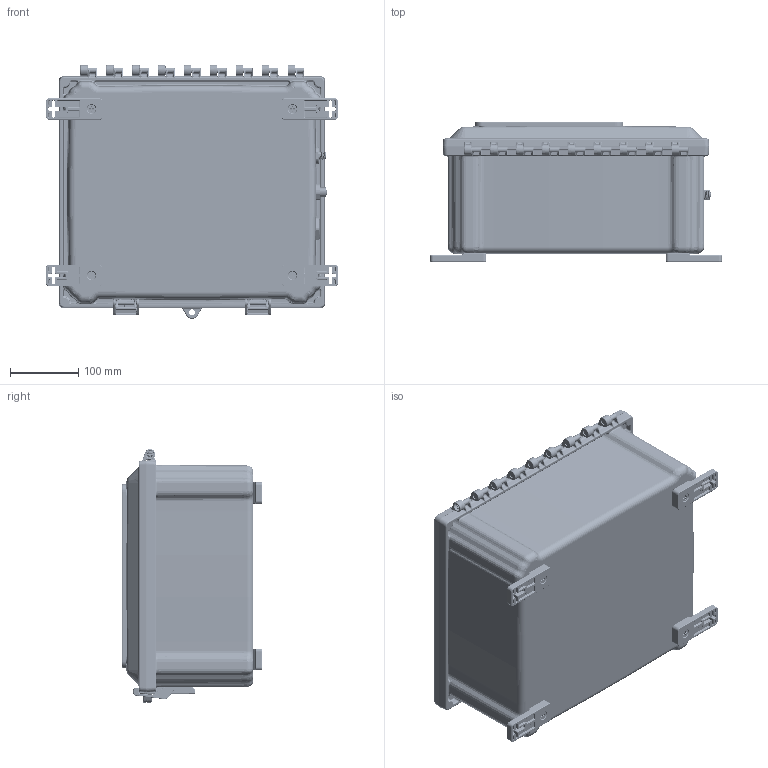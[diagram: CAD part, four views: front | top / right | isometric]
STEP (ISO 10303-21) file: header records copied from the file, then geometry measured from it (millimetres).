
FILE_DESCRIPTION((''),'2;1');
FILE_NAME('213982_ASM','2019-09-13T12:19:43',('pdmadmin'),('BANNER ENGINEERING'),'CREO PARAMETRIC BY PTC INC, 2018300','CREO PARAMETRIC BY PTC INC, 2018300','');
FILE_SCHEMA(('CONFIG_CONTROL_DESIGN'));
Length unit declared in the file: millimetre
Products named in the file (24): WPPC14126BOX; WPPC14126U; RMGAS_WPPC14126CVR; WPPC-14126U_ASM; RMAHINS10-32-UNF; LATCH-BOTTOM; LATCH-TOP; RMAHLATCH-001-_ASM; RMAHINS1-4-20-UNC; RMAHFOOT-001-; RMSC1-4-20-X_5-FLPH; 205315_ASM; 206091_SCREEN_FIXTURE; 107054; 41089; 122677; 192380; 192381; 199139_AF4; 199137_ASM; 29320; 213883_ASM; 213917; 213982_ASM
Assembly tree (44 placements, depth 4):
  213982_ASM
    205315_ASM
      WPPC14126BOX
      WPPC-14126U_ASM
        WPPC14126U
        RMGAS_WPPC14126CVR
      RMAHINS10-32-UNF  x8
      RMAHLATCH-001-_ASM  x2
        LATCH-BOTTOM
        LATCH-TOP
      RMAHINS1-4-20-UNC  x4
      RMAHFOOT-001-  x4
      RMSC1-4-20-X_5-FLPH  x4
    206091_SCREEN_FIXTURE
    107054
    41089
    213883_ASM
      122677
      199137_ASM
        192380
        192381  x5
        199139_AF4
      29320
    213917
Bounding box: 428.62 x 205.5 x 372.78 mm (x, y, z)
Volume: 5741294.3 mm3; surface area: 1312001.6 mm2
Topology: 39 solids, 41 shells, 6418 faces, 15513 edges, 9275 vertices
Faces by surface type: cylinder 2238, plane 1496, bspline 1307, torus 734, cone 602, sphere 41
Entity records: 198517 total; most frequent: CARTESIAN_POINT 95867, ORIENTED_EDGE 22374, DIRECTION 19736, EDGE_CURVE 11405, AXIS2_PLACEMENT_3D 7660, VERTEX_POINT 6869, EDGE_LOOP 4894, FACE_OUTER_BOUND 4666
